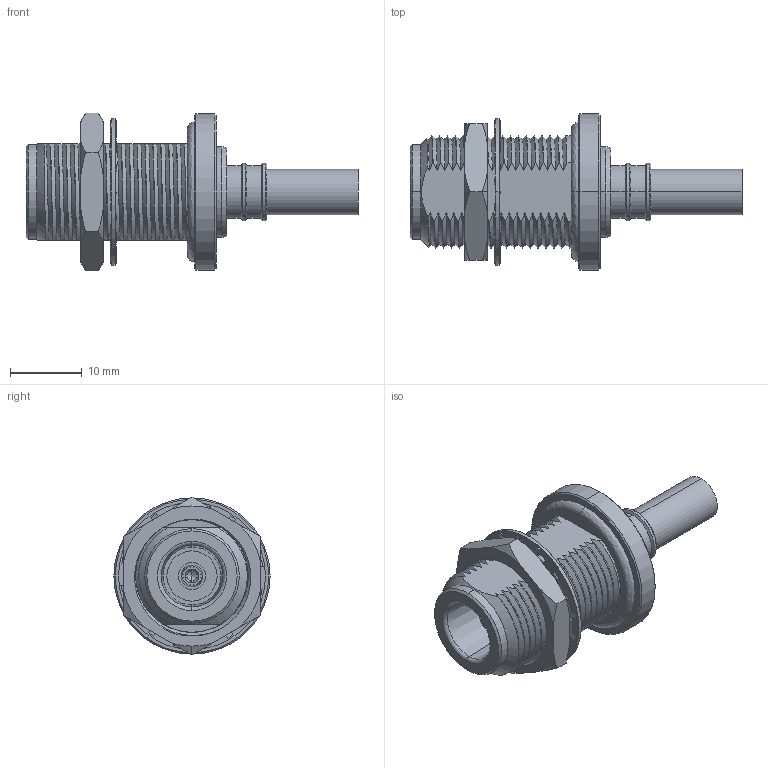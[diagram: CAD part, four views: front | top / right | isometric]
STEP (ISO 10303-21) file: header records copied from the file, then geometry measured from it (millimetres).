
FILE_DESCRIPTION (( 'STEP AP214' ), '1' );
FILE_NAME ('3190-6401(EZ-195-NF-BH-X).STEP', '2020-08-19T07:48:57', ( '' ), ( '' ), 'SwSTEP 2.0', 'SolidWorks 2017', '' );
FILE_SCHEMA (( 'AUTOMOTIVE_DESIGN' ));
Length unit declared in the file: millimetre
Products named in the file (1): 3190-6401(EZ-195-NF-BH-X)
Bounding box: 46.3 x 21.8 x 22 mm (x, y, z)
Volume: 5590.7 mm3; surface area: 4571.1 mm2
Topology: 2 solids, 2 shells, 398 faces, 1092 edges, 698 vertices
Faces by surface type: plane 130, bspline 114, cylinder 98, cone 56
Entity records: 64664 total; most frequent: CARTESIAN_POINT 55656, ORIENTED_EDGE 2180, DIRECTION 1472, EDGE_CURVE 1090, VERTEX_POINT 698, LINE 510, VECTOR 510, AXIS2_PLACEMENT_3D 481
